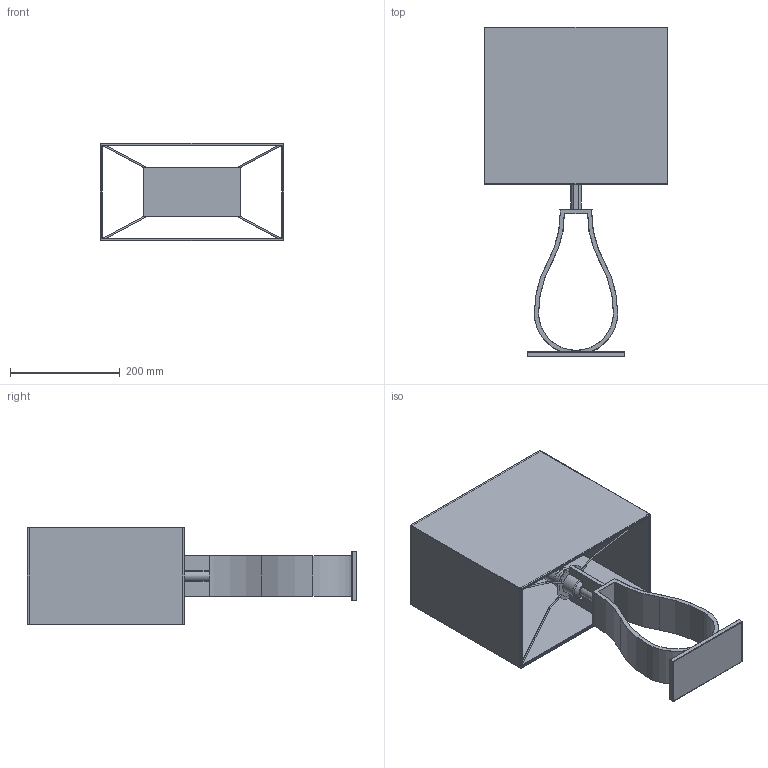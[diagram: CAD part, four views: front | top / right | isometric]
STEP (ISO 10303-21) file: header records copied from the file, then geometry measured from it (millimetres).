
FILE_DESCRIPTION (( 'STEP AP214' ), '1' );
FILE_NAME ('Lamp - IKEA Klabb (S).STEP', '2016-09-25T08:48:47', ( '' ), ( '' ), 'SwSTEP 2.0', 'SolidWorks 2015', '' );
FILE_SCHEMA (( 'AUTOMOTIVE_DESIGN' ));
Length unit declared in the file: millimetre
Products named in the file (1): Lamp - IKEA Klabb (S)
Bounding box: 335 x 601 x 177 mm (x, y, z)
Volume: 1040587.9 mm3; surface area: 791722.4 mm2
Topology: 6 solids, 6 shells, 268 faces, 645 edges, 366 vertices
Faces by surface type: cylinder 119, plane 63, torus 54, sphere 24, cone 8
Entity records: 8882 total; most frequent: CARTESIAN_POINT 1514, DIRECTION 1416, ORIENTED_EDGE 1240, EDGE_CURVE 620, AXIS2_PLACEMENT_3D 579, VERTEX_POINT 363, CIRCLE 310, EDGE_LOOP 281
